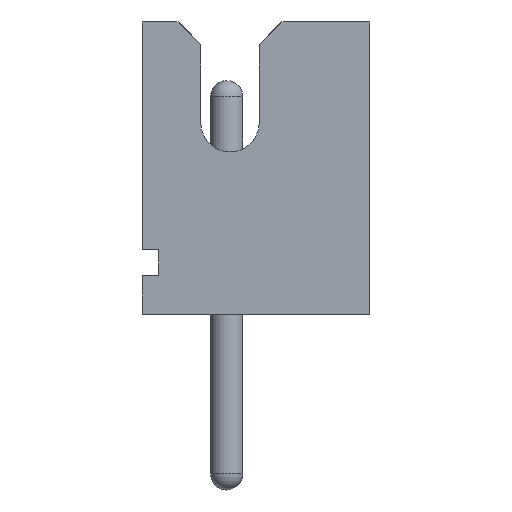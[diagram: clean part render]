
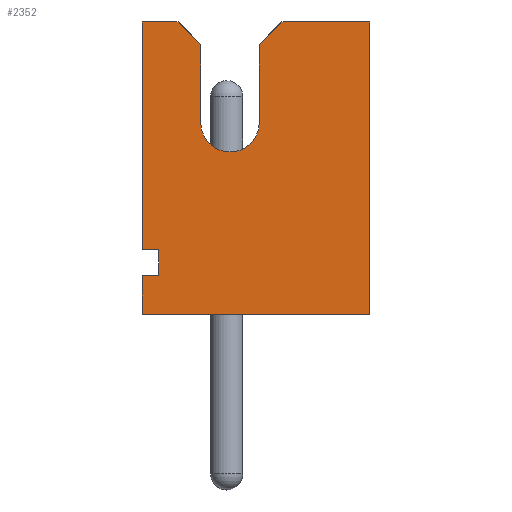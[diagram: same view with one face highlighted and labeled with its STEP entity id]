
A CAD part, front view. The second image highlights one B-rep face of the part: STEP entity #2352.
In plain terms, the highlighted planar face has unit normal (0, -1, 0).
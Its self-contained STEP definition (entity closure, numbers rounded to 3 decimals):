
#173=CIRCLE('',#2564,0.45);
#260=FACE_OUTER_BOUND('',#386,.T.);
#386=EDGE_LOOP('',(#1824,#1825,#1826,#1827,#1828,#1829,#1830,#1831,#1832,
#1833,#1834,#1835,#1836,#1837));
#505=LINE('',#3507,#765);
#508=LINE('',#3513,#768);
#512=LINE('',#3520,#772);
#520=LINE('',#3543,#780);
#530=LINE('',#3563,#790);
#540=LINE('',#3584,#800);
#543=LINE('',#3590,#803);
#591=LINE('',#3688,#851);
#598=LINE('',#3703,#858);
#599=LINE('',#3705,#859);
#600=LINE('',#3706,#860);
#601=LINE('',#3708,#861);
#602=LINE('',#3709,#862);
#765=VECTOR('',#2891,10.);
#768=VECTOR('',#2896,10.);
#772=VECTOR('',#2902,10.);
#780=VECTOR('',#2920,10.);
#790=VECTOR('',#2936,10.);
#800=VECTOR('',#2950,10.);
#803=VECTOR('',#2955,10.);
#851=VECTOR('',#3011,10.);
#858=VECTOR('',#3024,10.);
#859=VECTOR('',#3025,10.);
#860=VECTOR('',#3026,10.);
#861=VECTOR('',#3027,10.);
#862=VECTOR('',#3028,10.);
#1068=VERTEX_POINT('',#3504);
#1069=VERTEX_POINT('',#3506);
#1071=VERTEX_POINT('',#3512);
#1073=VERTEX_POINT('',#3518);
#1082=VERTEX_POINT('',#3540);
#1083=VERTEX_POINT('',#3542);
#1090=VERTEX_POINT('',#3562);
#1098=VERTEX_POINT('',#3581);
#1099=VERTEX_POINT('',#3583);
#1101=VERTEX_POINT('',#3589);
#1147=VERTEX_POINT('',#3686);
#1152=VERTEX_POINT('',#3702);
#1153=VERTEX_POINT('',#3704);
#1154=VERTEX_POINT('',#3707);
#1317=EDGE_CURVE('',#1069,#1068,#505,.T.);
#1320=EDGE_CURVE('',#1071,#1069,#508,.T.);
#1324=EDGE_CURVE('',#1068,#1073,#512,.T.);
#1334=EDGE_CURVE('',#1083,#1082,#520,.T.);
#1344=EDGE_CURVE('',#1090,#1083,#530,.T.);
#1354=EDGE_CURVE('',#1099,#1098,#540,.T.);
#1357=EDGE_CURVE('',#1101,#1099,#543,.T.);
#1360=EDGE_CURVE('',#1082,#1101,#173,.T.);
#1407=EDGE_CURVE('',#1147,#1073,#591,.T.);
#1414=EDGE_CURVE('',#1147,#1152,#598,.T.);
#1415=EDGE_CURVE('',#1152,#1153,#599,.T.);
#1416=EDGE_CURVE('',#1090,#1153,#600,.T.);
#1417=EDGE_CURVE('',#1154,#1098,#601,.T.);
#1418=EDGE_CURVE('',#1071,#1154,#602,.T.);
#1824=ORIENTED_EDGE('',*,*,#1320,.T.);
#1825=ORIENTED_EDGE('',*,*,#1317,.T.);
#1826=ORIENTED_EDGE('',*,*,#1324,.T.);
#1827=ORIENTED_EDGE('',*,*,#1407,.F.);
#1828=ORIENTED_EDGE('',*,*,#1414,.T.);
#1829=ORIENTED_EDGE('',*,*,#1415,.T.);
#1830=ORIENTED_EDGE('',*,*,#1416,.F.);
#1831=ORIENTED_EDGE('',*,*,#1344,.T.);
#1832=ORIENTED_EDGE('',*,*,#1334,.T.);
#1833=ORIENTED_EDGE('',*,*,#1360,.T.);
#1834=ORIENTED_EDGE('',*,*,#1357,.T.);
#1835=ORIENTED_EDGE('',*,*,#1354,.T.);
#1836=ORIENTED_EDGE('',*,*,#1417,.F.);
#1837=ORIENTED_EDGE('',*,*,#1418,.F.);
#2226=PLANE('',#2568);
#2352=ADVANCED_FACE('',(#260),#2226,.T.);
#2564=AXIS2_PLACEMENT_3D('',#3594,#2961,#2962);
#2568=AXIS2_PLACEMENT_3D('',#3701,#3022,#3023);
#2891=DIRECTION('',(0.,0.,-1.));
#2896=DIRECTION('',(1.,0.,0.));
#2902=DIRECTION('',(-1.,0.,0.));
#2920=DIRECTION('',(0.,0.,-1.));
#2936=DIRECTION('',(-0.707,0.,-0.707));
#2950=DIRECTION('',(-0.707,0.,0.707));
#2955=DIRECTION('',(0.,0.,1.));
#2961=DIRECTION('center_axis',(0.,1.,0.));
#2962=DIRECTION('ref_axis',(-1.,0.,0.));
#3011=DIRECTION('',(0.,0.,1.));
#3022=DIRECTION('center_axis',(0.,-1.,0.));
#3023=DIRECTION('ref_axis',(1.,0.,0.));
#3024=DIRECTION('',(1.,0.,0.));
#3025=DIRECTION('',(0.,0.,1.));
#3026=DIRECTION('',(1.,0.,0.));
#3027=DIRECTION('',(1.,0.,0.));
#3028=DIRECTION('',(0.,0.,1.));
#3504=CARTESIAN_POINT('',(-1.05,-1.5,0.6));
#3506=CARTESIAN_POINT('',(-1.05,-1.5,1.));
#3507=CARTESIAN_POINT('',(-1.05,-1.5,0.5));
#3512=CARTESIAN_POINT('',(-1.3,-1.5,1.));
#3513=CARTESIAN_POINT('',(-1.3,-1.5,1.));
#3518=CARTESIAN_POINT('',(-1.3,-1.5,0.6));
#3520=CARTESIAN_POINT('',(-1.175,-1.5,0.6));
#3540=CARTESIAN_POINT('',(0.5,-1.5,2.95));
#3542=CARTESIAN_POINT('',(0.5,-1.5,4.15));
#3543=CARTESIAN_POINT('',(0.5,-1.5,2.075));
#3562=CARTESIAN_POINT('',(0.85,-1.5,4.5));
#3563=CARTESIAN_POINT('',(-0.813,-1.5,2.838));
#3581=CARTESIAN_POINT('',(-0.75,-1.5,4.5));
#3583=CARTESIAN_POINT('',(-0.4,-1.5,4.15));
#3584=CARTESIAN_POINT('',(0.413,-1.5,3.338));
#3589=CARTESIAN_POINT('',(-0.4,-1.5,2.95));
#3590=CARTESIAN_POINT('',(-0.4,-1.5,1.475));
#3594=CARTESIAN_POINT('Origin',(0.05,-1.5,2.95));
#3686=CARTESIAN_POINT('',(-1.3,-1.5,0.));
#3688=CARTESIAN_POINT('',(-1.3,-1.5,0.));
#3701=CARTESIAN_POINT('Origin',(-1.3,-1.5,0.));
#3702=CARTESIAN_POINT('',(2.2,-1.5,0.));
#3703=CARTESIAN_POINT('',(-1.3,-1.5,0.));
#3704=CARTESIAN_POINT('',(2.2,-1.5,4.5));
#3705=CARTESIAN_POINT('',(2.2,-1.5,0.));
#3706=CARTESIAN_POINT('',(-1.3,-1.5,4.5));
#3707=CARTESIAN_POINT('',(-1.3,-1.5,4.5));
#3708=CARTESIAN_POINT('',(-1.3,-1.5,4.5));
#3709=CARTESIAN_POINT('',(-1.3,-1.5,0.));
